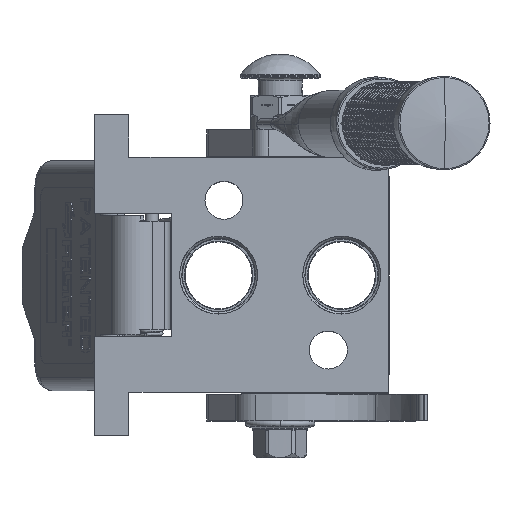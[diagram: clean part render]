
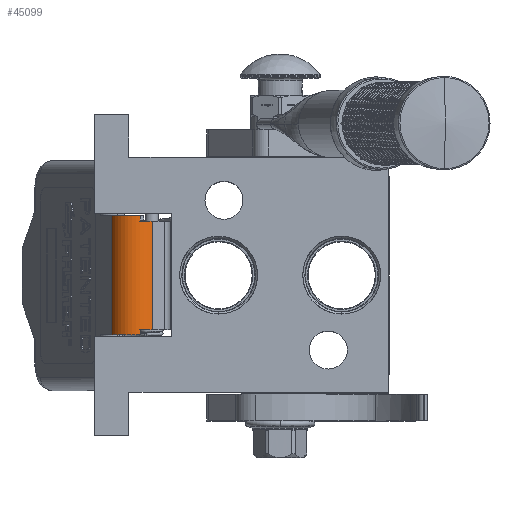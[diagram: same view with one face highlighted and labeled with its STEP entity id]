
A CAD part, top view. The second image highlights one B-rep face of the part: STEP entity #45099.
In plain terms, the highlighted cylindrical face has radius 9.5 mm (diameter 19 mm), a partial arc.
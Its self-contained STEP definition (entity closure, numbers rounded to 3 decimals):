
#1125 = VERTEX_POINT ( 'NONE', #84298 ) ;
#1135 = ORIENTED_EDGE ( 'NONE', *, *, #145552, .T. ) ;
#3338 = CARTESIAN_POINT ( 'NONE',  ( 22.25, -1.5, -47.5 ) ) ;
#5648 = CYLINDRICAL_SURFACE ( 'NONE', #146264, 9.5 ) ;
#7258 = AXIS2_PLACEMENT_3D ( 'NONE', #135749, #57682, #149391 ) ;
#7954 = DIRECTION ( 'NONE',  ( 1., 0., 0. ) ) ;
#11758 = LINE ( 'NONE', #20546, #36111 ) ;
#17498 = AXIS2_PLACEMENT_3D ( 'NONE', #137840, #59783, #150949 ) ;
#17509 = VERTEX_POINT ( 'NONE', #61717 ) ;
#17758 = DIRECTION ( 'NONE',  ( 1., 0., 0. ) ) ;
#20546 = CARTESIAN_POINT ( 'NONE',  ( -22.25, 8., -47.5 ) ) ;
#22616 = VERTEX_POINT ( 'NONE', #131524 ) ;
#22834 = CARTESIAN_POINT ( 'NONE',  ( -20.25, -1.5, -47.5 ) ) ;
#34704 = LINE ( 'NONE', #126801, #167086 ) ;
#36111 = VECTOR ( 'NONE', #7954, 1000. ) ;
#36769 = DIRECTION ( 'NONE',  ( 1., 0., 0. ) ) ;
#36835 = CIRCLE ( 'NONE', #7258, 9.5 ) ;
#36945 = ORIENTED_EDGE ( 'NONE', *, *, #103449, .F. ) ;
#38085 = CARTESIAN_POINT ( 'NONE',  ( -22.25, 0., -56.881 ) ) ;
#45099 = ADVANCED_FACE ( 'NONE', ( #136159 ), #5648, .T. ) ;
#48390 = CARTESIAN_POINT ( 'NONE',  ( -22.25, -1.5, -47.5 ) ) ;
#50328 = CARTESIAN_POINT ( 'NONE',  ( 20.25, 0., -56.881 ) ) ;
#53200 = ORIENTED_EDGE ( 'NONE', *, *, #153924, .F. ) ;
#55800 = DIRECTION ( 'NONE',  ( 1., 0., 0. ) ) ;
#57682 = DIRECTION ( 'NONE',  ( 1., 0., 0. ) ) ;
#58811 = AXIS2_PLACEMENT_3D ( 'NONE', #22834, #113945, #125944 ) ;
#59101 = EDGE_CURVE ( 'NONE', #1125, #141877, #160510, .T. ) ;
#59257 = DIRECTION ( 'NONE',  ( 0., -1., 0. ) ) ;
#59783 = DIRECTION ( 'NONE',  ( 1., 0., 0. ) ) ;
#60639 = CARTESIAN_POINT ( 'NONE',  ( -20.25, 0., -56.881 ) ) ;
#61717 = CARTESIAN_POINT ( 'NONE',  ( 22.25, 0., -56.881 ) ) ;
#63417 = CARTESIAN_POINT ( 'NONE',  ( -22.25, 0., -56.881 ) ) ;
#70463 = CIRCLE ( 'NONE', #17498, 9.5 ) ;
#79066 = ORIENTED_EDGE ( 'NONE', *, *, #106198, .F. ) ;
#79991 = VERTEX_POINT ( 'NONE', #50328 ) ;
#84298 = CARTESIAN_POINT ( 'NONE',  ( -20.25, -5.154, -56.269 ) ) ;
#86159 = ORIENTED_EDGE ( 'NONE', *, *, #150725, .F. ) ;
#87076 = CARTESIAN_POINT ( 'NONE',  ( 22.25, 8., -47.5 ) ) ;
#94321 = VERTEX_POINT ( 'NONE', #38085 ) ;
#95412 = EDGE_CURVE ( 'NONE', #94321, #141877, #147075, .T. ) ;
#100062 = VERTEX_POINT ( 'NONE', #115461 ) ;
#103449 = EDGE_CURVE ( 'NONE', #100062, #79991, #70463, .T. ) ;
#106198 = EDGE_CURVE ( 'NONE', #17509, #107570, #117801, .T. ) ;
#107570 = VERTEX_POINT ( 'NONE', #87076 ) ;
#107794 = CARTESIAN_POINT ( 'NONE',  ( 20.25, 0., -56.881 ) ) ;
#111052 = DIRECTION ( 'NONE',  ( -1., 0., 0. ) ) ;
#113850 = AXIS2_PLACEMENT_3D ( 'NONE', #3338, #55800, #134955 ) ;
#113945 = DIRECTION ( 'NONE',  ( 1., 0., 0. ) ) ;
#115461 = CARTESIAN_POINT ( 'NONE',  ( 20.25, -5.154, -56.269 ) ) ;
#117479 = DIRECTION ( 'NONE',  ( 1., 0., 0. ) ) ;
#117801 = CIRCLE ( 'NONE', #113850, 9.5 ) ;
#125944 = DIRECTION ( 'NONE',  ( 0., -0.385, -0.923 ) ) ;
#126801 = CARTESIAN_POINT ( 'NONE',  ( -20.25, -5.154, -56.269 ) ) ;
#131524 = CARTESIAN_POINT ( 'NONE',  ( -22.25, 8., -47.5 ) ) ;
#134773 = VECTOR ( 'NONE', #117479, 1000. ) ;
#134955 = DIRECTION ( 'NONE',  ( 0., 0.158, -0.987 ) ) ;
#135097 = ORIENTED_EDGE ( 'NONE', *, *, #59101, .T. ) ;
#135749 = CARTESIAN_POINT ( 'NONE',  ( -22.25, -1.5, -47.5 ) ) ;
#136159 = FACE_OUTER_BOUND ( 'NONE', #166448, .T. ) ;
#137840 = CARTESIAN_POINT ( 'NONE',  ( 20.25, -1.5, -47.5 ) ) ;
#140393 = ORIENTED_EDGE ( 'NONE', *, *, #95412, .F. ) ;
#141877 = VERTEX_POINT ( 'NONE', #60639 ) ;
#145552 = EDGE_CURVE ( 'NONE', #22616, #107570, #11758, .T. ) ;
#146264 = AXIS2_PLACEMENT_3D ( 'NONE', #48390, #111052, #59257 ) ;
#147075 = LINE ( 'NONE', #63417, #134773 ) ;
#147593 = VECTOR ( 'NONE', #17758, 1000. ) ;
#149391 = DIRECTION ( 'NONE',  ( 0., 0.158, -0.987 ) ) ;
#149700 = LINE ( 'NONE', #107794, #147593 ) ;
#150725 = EDGE_CURVE ( 'NONE', #79991, #17509, #149700, .T. ) ;
#150949 = DIRECTION ( 'NONE',  ( 0., -0.385, -0.923 ) ) ;
#153924 = EDGE_CURVE ( 'NONE', #1125, #100062, #34704, .T. ) ;
#160510 = CIRCLE ( 'NONE', #58811, 9.5 ) ;
#162003 = ORIENTED_EDGE ( 'NONE', *, *, #163809, .T. ) ;
#163809 = EDGE_CURVE ( 'NONE', #94321, #22616, #36835, .T. ) ;
#166448 = EDGE_LOOP ( 'NONE', ( #53200, #135097, #140393, #162003, #1135, #79066, #86159, #36945 ) ) ;
#167086 = VECTOR ( 'NONE', #36769, 1000. ) ;
